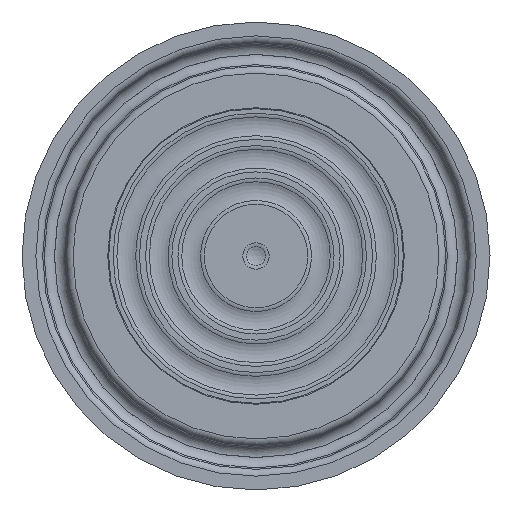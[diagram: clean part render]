
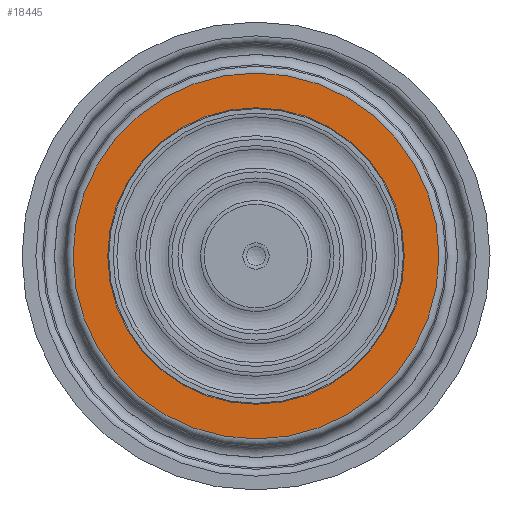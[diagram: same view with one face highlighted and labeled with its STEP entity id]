
A CAD part, left-side view. The second image highlights one B-rep face of the part: STEP entity #18445.
In plain terms, the highlighted planar face has unit normal (-1, 0, 0).
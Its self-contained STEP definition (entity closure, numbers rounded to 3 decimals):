
#263=FACE_BOUND('',#3193,.T.);
#1045=PLANE('',#19406);
#2099=FACE_OUTER_BOUND('',#3192,.T.);
#3192=EDGE_LOOP('',(#17115));
#3193=EDGE_LOOP('',(#17116));
#3570=CIRCLE('',#19401,16.);
#3573=CIRCLE('',#19407,19.742);
#8821=VERTEX_POINT('',#58652);
#8823=VERTEX_POINT('',#58661);
#11596=EDGE_CURVE('',#8821,#8821,#3570,.T.);
#11600=EDGE_CURVE('',#8823,#8823,#3573,.T.);
#17115=ORIENTED_EDGE('',*,*,#11600,.F.);
#17116=ORIENTED_EDGE('',*,*,#11596,.T.);
#18445=ADVANCED_FACE('',(#2099,#263),#1045,.T.);
#19401=AXIS2_PLACEMENT_3D('',#58653,#22171,#22172);
#19406=AXIS2_PLACEMENT_3D('',#58660,#22182,#22183);
#19407=AXIS2_PLACEMENT_3D('',#58662,#22184,#22185);
#22171=DIRECTION('center_axis',(1.,0.,0.));
#22172=DIRECTION('ref_axis',(0.,1.,0.));
#22182=DIRECTION('center_axis',(-1.,0.,0.));
#22183=DIRECTION('ref_axis',(0.,0.,1.));
#22184=DIRECTION('center_axis',(1.,0.,0.));
#22185=DIRECTION('ref_axis',(0.,0.,-1.));
#58652=CARTESIAN_POINT('',(0.,-16.,0.));
#58653=CARTESIAN_POINT('Origin',(0.,0.,
0.));
#58660=CARTESIAN_POINT('Origin',(0.,19.742,
0.));
#58661=CARTESIAN_POINT('',(0.,0.,19.742));
#58662=CARTESIAN_POINT('Origin',(0.,0.,0.));
